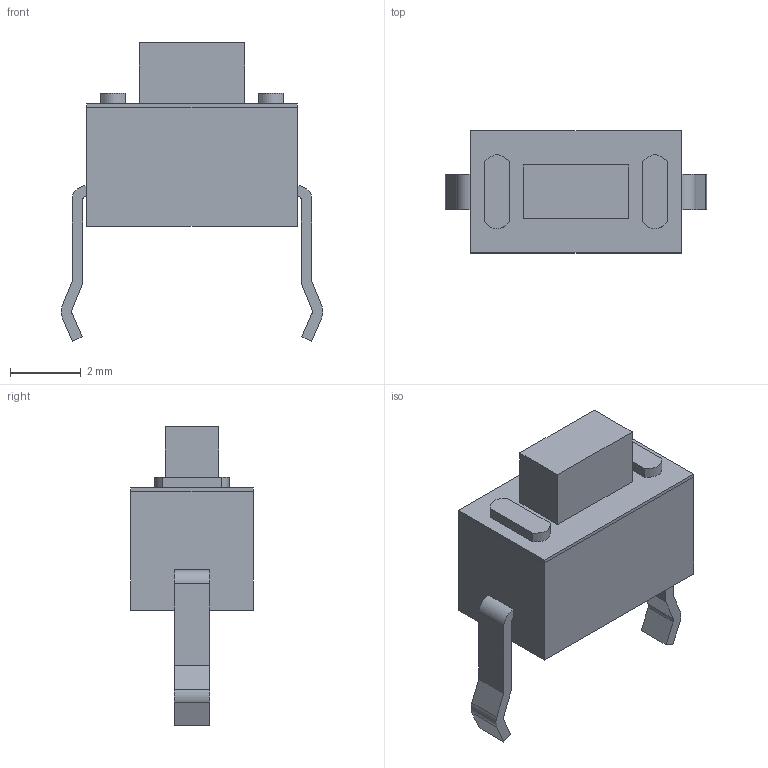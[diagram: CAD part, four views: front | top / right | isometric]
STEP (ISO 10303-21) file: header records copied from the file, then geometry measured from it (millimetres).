
FILE_DESCRIPTION(/* description */ (''),/* implementation_level */ '2;1');
FILE_NAME(/* name */ 'tact-switch.step',/* time_stamp */ '2020-09-06T22:30:50+09:00',/* author */ (''),/* organization */ (''),/* preprocessor_version */ 'ST-DEVELOPER v18.1',/* originating_system */ 'Autodesk Translation Framework v9.3.0.1241',/* authorisation */ '');
FILE_SCHEMA (('AUTOMOTIVE_DESIGN { 1 0 10303 214 3 1 1 }'));
Length unit declared in the file: millimetre
Products named in the file (1): tact switch
Bounding box: 7.42 x 3.46 x 8.46 mm (x, y, z)
Volume: 83.1 mm3; surface area: 195.2 mm2
Topology: 7 solids, 7 shells, 74 faces, 180 edges, 120 vertices
Faces by surface type: plane 58, bspline 8, cylinder 8
Entity records: 2569 total; most frequent: CARTESIAN_POINT 831, ORIENTED_EDGE 360, DIRECTION 314, EDGE_CURVE 180, LINE 148, VECTOR 148, VERTEX_POINT 120, AXIS2_PLACEMENT_3D 83
